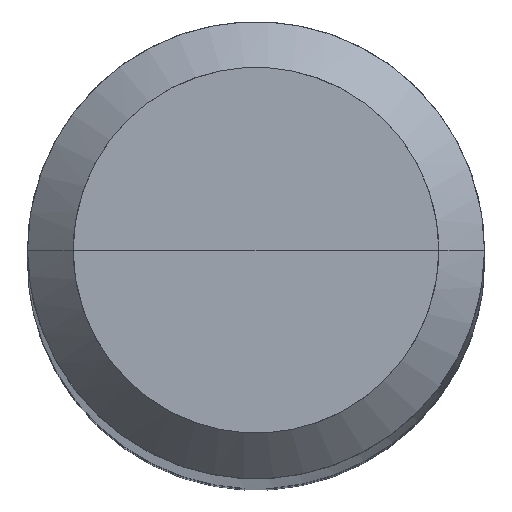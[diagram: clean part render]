
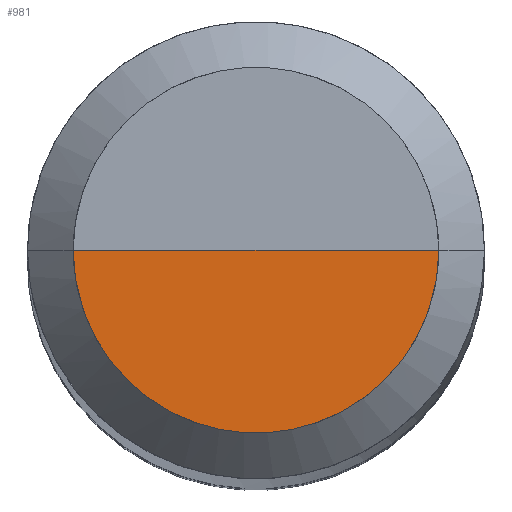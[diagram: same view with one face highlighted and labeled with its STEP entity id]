
A CAD part, top view. The second image highlights one B-rep face of the part: STEP entity #981.
In plain terms, the highlighted free-form (B-spline) face has degree [1, 2] with [2, 5] control points.
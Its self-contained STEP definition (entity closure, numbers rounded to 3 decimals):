
#668=CARTESIAN_POINT('',(2.0,0.0,60.0));
#672=CARTESIAN_POINT('',(-2.0,0.0,60.0));
#673=CARTESIAN_POINT('',(0.0,0.0,60.0));
#680=CARTESIAN_POINT('',(-2.0,-2.0,60.0));
#681=CARTESIAN_POINT('',(0.0,-2.0,60.0));
#682=CARTESIAN_POINT('',(2.0,-2.0,60.0));
#966=(
BOUNDED_SURFACE()
B_SPLINE_SURFACE(1,2,(
(#672,#680,#681,#682,#668),
(#673,#673,#673,#673,#673)
), .UNSPECIFIED.,.F.,.F.,.F.)
B_SPLINE_SURFACE_WITH_KNOTS((2,2),(3,2,3),(
0.0,1.0),(
0.0,0.5,1.0), .UNSPECIFIED.)
GEOMETRIC_REPRESENTATION_ITEM()
RATIONAL_B_SPLINE_SURFACE(((1.0,0.707,1.0,0.707,1.0),
(1.0,0.707,1.0,0.707,1.0)
))
REPRESENTATION_ITEM('')
SURFACE()
);
#967=(
BOUNDED_CURVE()
B_SPLINE_CURVE(2,(#668,#682,#681,#680,#672),.UNSPECIFIED.,.F.,.F.)
B_SPLINE_CURVE_WITH_KNOTS((3,2,3),
(0.0,0.5,1.0),.UNSPECIFIED.)
CURVE()
GEOMETRIC_REPRESENTATION_ITEM()
RATIONAL_B_SPLINE_CURVE((1.0,0.707,1.0,0.707,1.0))
REPRESENTATION_ITEM('')
);
#968=(
BOUNDED_CURVE()
B_SPLINE_CURVE(1,(#672,#673),.UNSPECIFIED.,.F.,.F.)
B_SPLINE_CURVE_WITH_KNOTS((2,2),
(0.0,1.0),.UNSPECIFIED.)
CURVE()
GEOMETRIC_REPRESENTATION_ITEM()
RATIONAL_B_SPLINE_CURVE((1.0,1.0))
REPRESENTATION_ITEM('')
);
#969=(
BOUNDED_CURVE()
B_SPLINE_CURVE(1,(#673,#668),.UNSPECIFIED.,.F.,.F.)
B_SPLINE_CURVE_WITH_KNOTS((2,2),
(0.0,1.0),.UNSPECIFIED.)
CURVE()
GEOMETRIC_REPRESENTATION_ITEM()
RATIONAL_B_SPLINE_CURVE((1.0,1.0))
REPRESENTATION_ITEM('')
);
#970=VERTEX_POINT('',#668);
#971=VERTEX_POINT('',#672);
#972=VERTEX_POINT('',#673);
#973=EDGE_CURVE('',#970,#971,#967,.T.);
#974=EDGE_CURVE('',#971,#972,#968,.T.);
#975=EDGE_CURVE('',#972,#970,#969,.T.);
#976=ORIENTED_EDGE('',*,*,#973,.T.);
#977=ORIENTED_EDGE('',*,*,#974,.T.);
#978=ORIENTED_EDGE('',*,*,#975,.T.);
#979=EDGE_LOOP('',(#976,#977,#978));
#980=FACE_OUTER_BOUND('',#979,.T.);
#981=ADVANCED_FACE('',(#980),#966,.T.);
